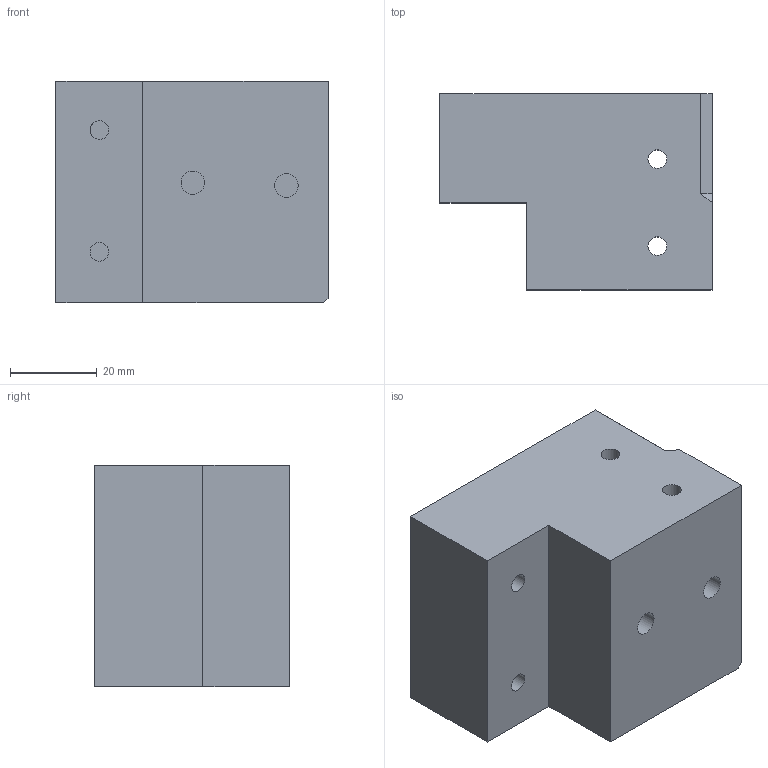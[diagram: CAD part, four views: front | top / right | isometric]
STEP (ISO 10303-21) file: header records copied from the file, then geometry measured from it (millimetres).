
FILE_DESCRIPTION(/* description */ ('CAx-IF Rec.Pracs.---Representation and Presentation of Product Manufacturing Information (PMI)---4.0---2014-10-13','CAx-IF Rec.Pracs.---3D Tessellated Geometry---0.4---2014-09-14','2;1'),/* implementation_level */ '2;1');
FILE_NAME(/* name */ 'V07-01-04-01 - Left belt tensioner base',/* time_stamp */ '2022-03-25T17:05:21+03:00',/* author */ (''),/* organization */ (''),/* preprocessor_version */ 'ST-DEVELOPER v16.7',/* originating_system */ 'SIEMENS PLM Software NX 1911',/* authorisation */ $);
FILE_SCHEMA (('AP242_MANAGED_MODEL_BASED_3D_ENGINEERING_MIM_LF { 1 0 10303 442 1 1 4 }'));
Length unit declared in the file: millimetre
Products named in the file (1): V07-01-04-01 - Left belt tensioner base
Bounding box: 62.6 x 45 x 51 mm (x, y, z)
Volume: 91527.9 mm3; surface area: 24396.4 mm2
Topology: 1 solids, 1 shells, 64 faces, 154 edges, 102 vertices
Faces by surface type: plane 45, cylinder 16, cone 3
Full cylindrical faces by diameter (mm): 4.3 x6, 4.6 x1, 5.4 x2, 8 x2
Entity records: 1864 total; most frequent: CARTESIAN_POINT 323, DIRECTION 309, ORIENTED_EDGE 290, EDGE_CURVE 145, LINE 105, VECTOR 105, VERTEX_POINT 103, AXIS2_PLACEMENT_3D 102
